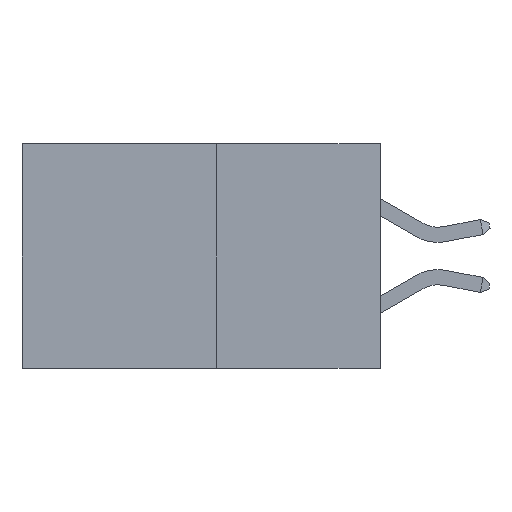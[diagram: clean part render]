
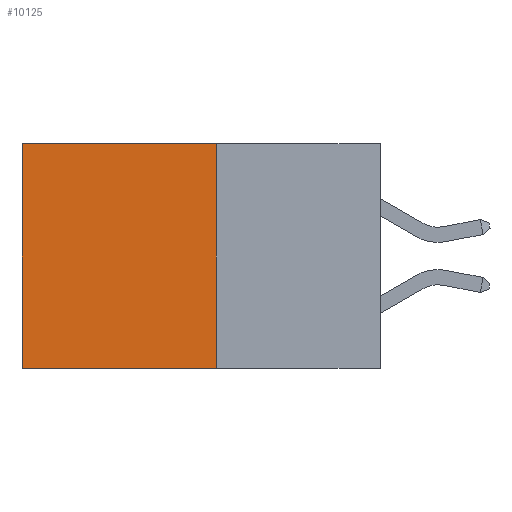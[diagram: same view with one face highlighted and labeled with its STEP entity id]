
A CAD part, left-side view. The second image highlights one B-rep face of the part: STEP entity #10125.
In plain terms, the highlighted planar face has unit normal (-1, 0, 0).
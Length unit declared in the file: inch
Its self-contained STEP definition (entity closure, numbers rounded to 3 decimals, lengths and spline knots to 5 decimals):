
#69 = CARTESIAN_POINT ( 'NONE',  ( 0.277, 0.27, -0.37 ) ) ;
#891 = VERTEX_POINT ( 'NONE', #24277 ) ;
#2224 = VERTEX_POINT ( 'NONE', #69 ) ;
#2276 = LINE ( 'NONE', #3284, #2935 ) ;
#2419 = CARTESIAN_POINT ( 'NONE',  ( 0.277, 0.27, -0.37 ) ) ;
#2490 = EDGE_CURVE ( 'NONE', #2224, #4168, #14091, .T. ) ;
#2820 = ORIENTED_EDGE ( 'NONE', *, *, #10137, .F. ) ;
#2935 = VECTOR ( 'NONE', #19879, 39.37008 ) ;
#3284 = CARTESIAN_POINT ( 'NONE',  ( 0.277, 0.59, -0.37 ) ) ;
#4168 = VERTEX_POINT ( 'NONE', #21160 ) ;
#4323 = ORIENTED_EDGE ( 'NONE', *, *, #7700, .T. ) ;
#4515 = DIRECTION ( 'NONE',  ( 0., 0., -1. ) ) ;
#4687 = CARTESIAN_POINT ( 'NONE',  ( 0.277, 0.27, -0.37 ) ) ;
#5040 = VECTOR ( 'NONE', #25220, 39.37008 ) ;
#5257 = CARTESIAN_POINT ( 'NONE',  ( 0.277, 0.27, 0. ) ) ;
#6613 = ORIENTED_EDGE ( 'NONE', *, *, #24968, .T. ) ;
#7700 = EDGE_CURVE ( 'NONE', #891, #8649, #20738, .T. ) ;
#8649 = VERTEX_POINT ( 'NONE', #22933 ) ;
#10125 = ADVANCED_FACE ( 'NONE', ( #22188 ), #21008, .F. ) ;
#10137 = EDGE_CURVE ( 'NONE', #891, #2224, #11209, .T. ) ;
#11209 = LINE ( 'NONE', #17034, #5040 ) ;
#12591 = ORIENTED_EDGE ( 'NONE', *, *, #2490, .F. ) ;
#12983 = AXIS2_PLACEMENT_3D ( 'NONE', #2419, #16945, #4515 ) ;
#14091 = LINE ( 'NONE', #4687, #24408 ) ;
#16945 = DIRECTION ( 'NONE',  ( 1., 0., 0. ) ) ;
#17034 = CARTESIAN_POINT ( 'NONE',  ( 0.277, 0.27, -0.37 ) ) ;
#17466 = DIRECTION ( 'NONE',  ( 0., 1., 0. ) ) ;
#17848 = DIRECTION ( 'NONE',  ( 0., 1., 0. ) ) ;
#19879 = DIRECTION ( 'NONE',  ( 0., 0., -1. ) ) ;
#20086 = VECTOR ( 'NONE', #17848, 39.37008 ) ;
#20738 = LINE ( 'NONE', #5257, #20086 ) ;
#21008 = PLANE ( 'NONE',  #12983 ) ;
#21160 = CARTESIAN_POINT ( 'NONE',  ( 0.277, 0.59, -0.37 ) ) ;
#22188 = FACE_OUTER_BOUND ( 'NONE', #22372, .T. ) ;
#22372 = EDGE_LOOP ( 'NONE', ( #6613, #12591, #2820, #4323 ) ) ;
#22933 = CARTESIAN_POINT ( 'NONE',  ( 0.277, 0.59, 0. ) ) ;
#24277 = CARTESIAN_POINT ( 'NONE',  ( 0.277, 0.27, 0. ) ) ;
#24408 = VECTOR ( 'NONE', #17466, 39.37008 ) ;
#24968 = EDGE_CURVE ( 'NONE', #8649, #4168, #2276, .T. ) ;
#25220 = DIRECTION ( 'NONE',  ( 0., 0., -1. ) ) ;
